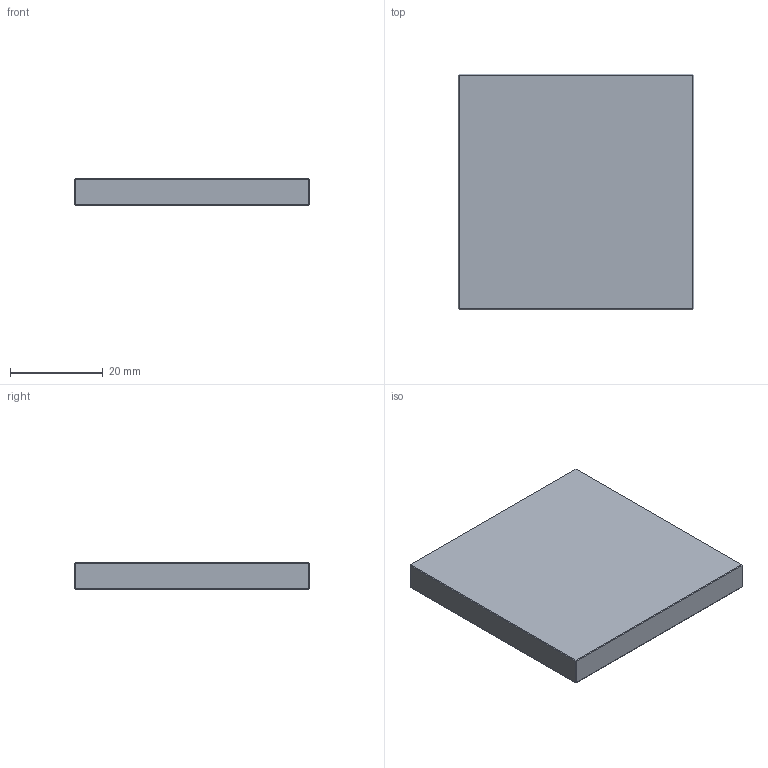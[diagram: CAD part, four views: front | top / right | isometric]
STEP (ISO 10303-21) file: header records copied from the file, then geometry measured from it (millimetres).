
FILE_DESCRIPTION (( 'STEP AP214' ), '1' );
FILE_NAME ('21696-E0W.STEP', '2012-04-24T19:45:18', ( 'Admin' ), ( 'Thorlabs, Inc.' ), 'SwSTEP 2.0', 'SolidWorks 2011', '' );
FILE_SCHEMA (( 'AUTOMOTIVE_DESIGN' ));
Length unit declared in the file: millimetre
Products named in the file (1): 21696-E0W
Bounding box: 50.8 x 50.8 x 6 mm (x, y, z)
Volume: 15475.3 mm3; surface area: 6330.1 mm2
Topology: 1 solids, 1 shells, 318 faces, 840 edges, 552 vertices
Faces by surface type: plane 172, bspline 146
Entity records: 19160 total; most frequent: CARTESIAN_POINT 8769, ORIENTED_EDGE 1680, DIRECTION 894, EDGE_CURVE 840, VERTEX_POINT 552, LINE 548, VECTOR 548, EDGE_LOOP 346
